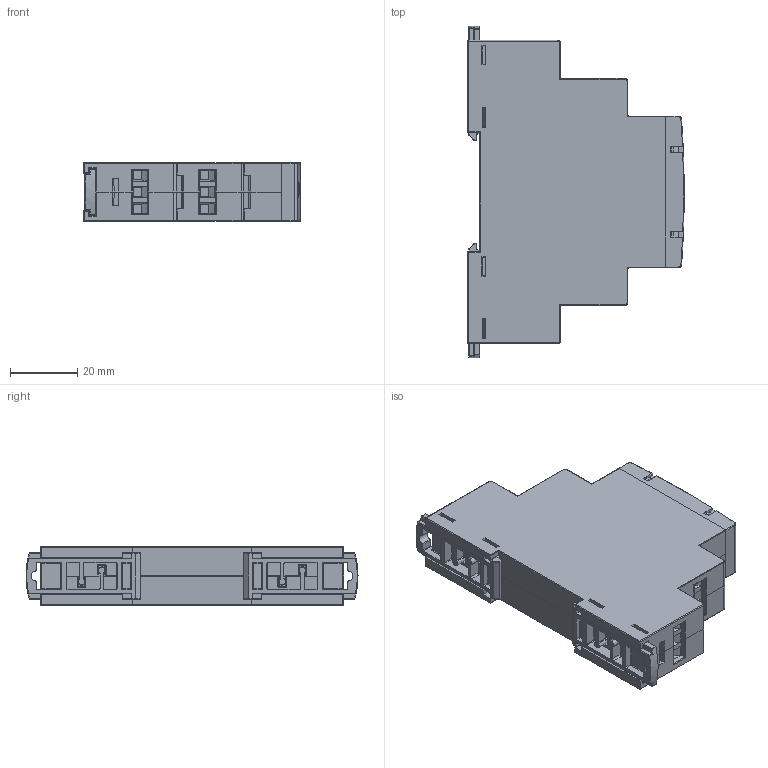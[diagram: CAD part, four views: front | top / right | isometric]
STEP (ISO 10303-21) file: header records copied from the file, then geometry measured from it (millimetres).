
FILE_DESCRIPTION (( 'STEP AP214' ), '1' );
FILE_NAME ('RPC-2E-UNI.STEP', '2017-07-07T11:17:03', ( '' ), ( '' ), 'SwSTEP 2.0', 'SolidWorks 2017', '' );
FILE_SCHEMA (( 'AUTOMOTIVE_DESIGN' ));
Length unit declared in the file: millimetre
Products named in the file (1): RPC-2E-UNI
Bounding box: 64.22 x 98.6 x 17.5 mm (x, y, z)
Volume: 24594.2 mm3; surface area: 39121.4 mm2
Topology: 11 solids, 12 shells, 2214 faces, 5830 edges, 3742 vertices
Faces by surface type: plane 1303, cylinder 527, bspline 208, torus 83, cone 49, sphere 44
Entity records: 102229 total; most frequent: CARTESIAN_POINT 25021, ORIENTED_EDGE 11620, DIRECTION 9961, EDGE_CURVE 5810, VECTOR 3969, LINE 3969, VERTEX_POINT 3742, AXIS2_PLACEMENT_3D 2996
